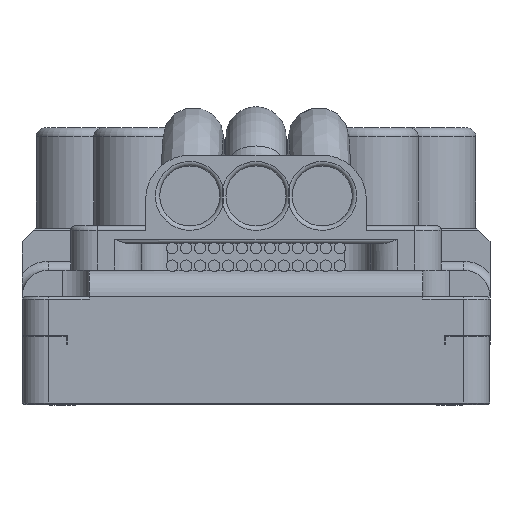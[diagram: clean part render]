
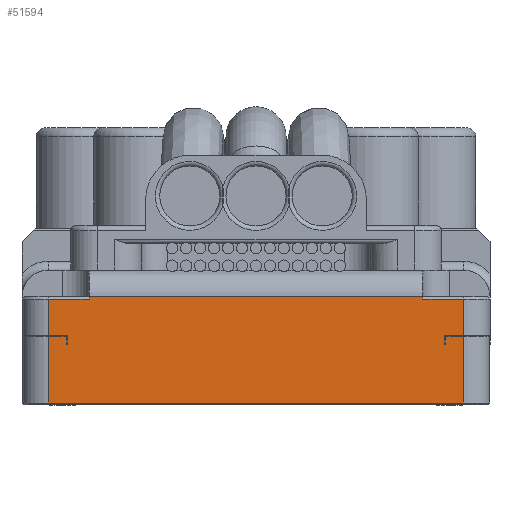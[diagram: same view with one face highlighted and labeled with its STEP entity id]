
A CAD part, front view. The second image highlights one B-rep face of the part: STEP entity #51594.
In plain terms, the highlighted planar face has unit normal (0, -1, 0).
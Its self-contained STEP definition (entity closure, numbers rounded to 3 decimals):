
#2690=PLANE('',#54415);
#5732=FACE_OUTER_BOUND('',#8680,.T.);
#8680=EDGE_LOOP('',(#47286,#47287,#47288,#47289,#47290,#47291,#47292,#47293,
#47294,#47295,#47296,#47297,#47298,#47299,#47300,#47301,#47302,#47303,#47304,
#47305));
#12722=LINE('',#73449,#16986);
#12944=LINE('',#75794,#17208);
#12948=LINE('',#75809,#17212);
#12996=LINE('',#76059,#17260);
#14149=LINE('',#86689,#18413);
#14151=LINE('',#86693,#18415);
#14169=LINE('',#86731,#18433);
#14173=LINE('',#86741,#18437);
#14175=LINE('',#86745,#18439);
#14176=LINE('',#86747,#18440);
#16295=LINE('',#103464,#20559);
#16298=LINE('',#103470,#20562);
#16355=LINE('',#103696,#20619);
#16357=LINE('',#103702,#20621);
#16363=LINE('',#103717,#20627);
#16365=LINE('',#103722,#20629);
#16366=LINE('',#103724,#20630);
#16369=LINE('',#103730,#20633);
#16370=LINE('',#103731,#20634);
#16371=LINE('',#103732,#20635);
#16986=VECTOR('',#56297,10.);
#17208=VECTOR('',#56969,10.);
#17212=VECTOR('',#56981,10.);
#17260=VECTOR('',#57233,10.);
#18413=VECTOR('',#59254,10.);
#18415=VECTOR('',#59258,10.);
#18433=VECTOR('',#59298,10.);
#18437=VECTOR('',#59308,10.);
#18439=VECTOR('',#59314,10.);
#18440=VECTOR('',#59317,10.);
#20559=VECTOR('',#63666,10.);
#20562=VECTOR('',#63671,10.);
#20619=VECTOR('',#63904,10.);
#20621=VECTOR('',#63912,10.);
#20627=VECTOR('',#63928,10.);
#20629=VECTOR('',#63936,10.);
#20630=VECTOR('',#63939,10.);
#20633=VECTOR('',#63948,10.);
#20634=VECTOR('',#63949,10.);
#20635=VECTOR('',#63950,10.);
#21498=VERTEX_POINT('',#73446);
#21499=VERTEX_POINT('',#73448);
#21760=VERTEX_POINT('',#75787);
#21763=VERTEX_POINT('',#75792);
#21769=VERTEX_POINT('',#75806);
#21770=VERTEX_POINT('',#75808);
#21869=VERTEX_POINT('',#76053);
#21870=VERTEX_POINT('',#76057);
#23212=VERTEX_POINT('',#86688);
#23213=VERTEX_POINT('',#86692);
#23222=VERTEX_POINT('',#86729);
#23225=VERTEX_POINT('',#86739);
#25547=VERTEX_POINT('',#103458);
#25548=VERTEX_POINT('',#103462);
#25549=VERTEX_POINT('',#103466);
#25550=VERTEX_POINT('',#103468);
#25607=VERTEX_POINT('',#103694);
#25608=VERTEX_POINT('',#103700);
#25611=VERTEX_POINT('',#103714);
#25612=VERTEX_POINT('',#103716);
#26770=EDGE_CURVE('',#21498,#21499,#12722,.T.);
#27180=EDGE_CURVE('',#21760,#21763,#12944,.T.);
#27186=EDGE_CURVE('',#21770,#21769,#12948,.T.);
#27312=EDGE_CURVE('',#21870,#21869,#12996,.T.);
#29339=EDGE_CURVE('',#21770,#23212,#14149,.T.);
#29341=EDGE_CURVE('',#23212,#23213,#14151,.T.);
#29363=EDGE_CURVE('',#21763,#23222,#14169,.T.);
#29368=EDGE_CURVE('',#23225,#23222,#14173,.T.);
#29371=EDGE_CURVE('',#21870,#23213,#14175,.T.);
#29372=EDGE_CURVE('',#21869,#23225,#14176,.T.);
#32934=EDGE_CURVE('',#25548,#25547,#16295,.T.);
#32937=EDGE_CURVE('',#25550,#25549,#16298,.T.);
#33041=EDGE_CURVE('',#21769,#25607,#16355,.T.);
#33044=EDGE_CURVE('',#25607,#25608,#16357,.T.);
#33051=EDGE_CURVE('',#25612,#25611,#16363,.T.);
#33054=EDGE_CURVE('',#25611,#21760,#16365,.T.);
#33055=EDGE_CURVE('',#25547,#25608,#16366,.T.);
#33058=EDGE_CURVE('',#21499,#25548,#16369,.T.);
#33059=EDGE_CURVE('',#25549,#21498,#16370,.T.);
#33060=EDGE_CURVE('',#25612,#25550,#16371,.T.);
#47286=ORIENTED_EDGE('',*,*,#33058,.F.);
#47287=ORIENTED_EDGE('',*,*,#26770,.F.);
#47288=ORIENTED_EDGE('',*,*,#33059,.F.);
#47289=ORIENTED_EDGE('',*,*,#32937,.F.);
#47290=ORIENTED_EDGE('',*,*,#33060,.F.);
#47291=ORIENTED_EDGE('',*,*,#33051,.T.);
#47292=ORIENTED_EDGE('',*,*,#33054,.T.);
#47293=ORIENTED_EDGE('',*,*,#27180,.T.);
#47294=ORIENTED_EDGE('',*,*,#29363,.T.);
#47295=ORIENTED_EDGE('',*,*,#29368,.F.);
#47296=ORIENTED_EDGE('',*,*,#29372,.F.);
#47297=ORIENTED_EDGE('',*,*,#27312,.F.);
#47298=ORIENTED_EDGE('',*,*,#29371,.T.);
#47299=ORIENTED_EDGE('',*,*,#29341,.F.);
#47300=ORIENTED_EDGE('',*,*,#29339,.F.);
#47301=ORIENTED_EDGE('',*,*,#27186,.T.);
#47302=ORIENTED_EDGE('',*,*,#33041,.T.);
#47303=ORIENTED_EDGE('',*,*,#33044,.T.);
#47304=ORIENTED_EDGE('',*,*,#33055,.F.);
#47305=ORIENTED_EDGE('',*,*,#32934,.F.);
#51594=ADVANCED_FACE('',(#5732),#2690,.T.);
#54415=AXIS2_PLACEMENT_3D('',#103729,#63946,#63947);
#56297=DIRECTION('',(1.,0.,0.));
#56969=DIRECTION('',(-1.,0.,0.));
#56981=DIRECTION('',(-1.,0.,0.));
#57233=DIRECTION('',(-1.,0.,0.));
#59254=DIRECTION('',(0.,0.,1.));
#59258=DIRECTION('',(1.,0.,0.));
#59298=DIRECTION('',(0.,0.,1.));
#59308=DIRECTION('',(1.,0.,0.));
#59314=DIRECTION('',(0.,0.,1.));
#59317=DIRECTION('',(0.,0.,1.));
#63666=DIRECTION('',(1.,0.,0.));
#63671=DIRECTION('',(1.,0.,0.));
#63904=DIRECTION('',(0.,0.,1.));
#63912=DIRECTION('',(1.,0.,0.));
#63928=DIRECTION('',(1.,0.,0.));
#63936=DIRECTION('',(0.,0.,-1.));
#63939=DIRECTION('',(0.,0.,-1.));
#63946=DIRECTION('center_axis',(0.,-1.,0.));
#63947=DIRECTION('ref_axis',(1.,0.,0.));
#63948=DIRECTION('',(0.,0.,-1.));
#63949=DIRECTION('',(0.,0.,1.));
#63950=DIRECTION('',(0.,0.,1.));
#73446=CARTESIAN_POINT('',(16.1,11.,4.3));
#73448=CARTESIAN_POINT('',(53.9,11.,4.3));
#73449=CARTESIAN_POINT('',(21.75,11.,4.3));
#75787=CARTESIAN_POINT('',(13.6,11.,-1.1));
#75792=CARTESIAN_POINT('',(13.5,11.,-1.1));
#75794=CARTESIAN_POINT('',(61.3,11.,-1.1));
#75806=CARTESIAN_POINT('',(56.4,11.,-1.1));
#75808=CARTESIAN_POINT('',(56.5,11.,-1.1));
#75809=CARTESIAN_POINT('',(61.3,11.,-1.1));
#76053=CARTESIAN_POINT('',(11.5,11.,-7.75));
#76057=CARTESIAN_POINT('',(58.5,11.,-7.75));
#76059=CARTESIAN_POINT('',(17.5,11.,-7.75));
#86688=CARTESIAN_POINT('',(56.5,11.,-0.2));
#86689=CARTESIAN_POINT('',(56.5,11.,-1.1));
#86692=CARTESIAN_POINT('',(58.5,11.,-0.2));
#86693=CARTESIAN_POINT('',(11.5,11.,-0.2));
#86729=CARTESIAN_POINT('',(13.5,11.,-0.2));
#86731=CARTESIAN_POINT('',(13.5,11.,-1.1));
#86739=CARTESIAN_POINT('',(11.5,11.,-0.2));
#86741=CARTESIAN_POINT('',(11.5,11.,-0.2));
#86745=CARTESIAN_POINT('',(58.5,11.,-1.1));
#86747=CARTESIAN_POINT('',(11.5,11.,-1.1));
#103458=CARTESIAN_POINT('',(58.5,11.,4.));
#103462=CARTESIAN_POINT('',(53.9,11.,4.));
#103464=CARTESIAN_POINT('',(33.1,11.,4.));
#103466=CARTESIAN_POINT('',(16.1,11.,4.));
#103468=CARTESIAN_POINT('',(11.5,11.,4.));
#103470=CARTESIAN_POINT('',(10.4,11.,4.));
#103694=CARTESIAN_POINT('',(56.4,11.,-0.1));
#103696=CARTESIAN_POINT('',(56.4,11.,2.6));
#103700=CARTESIAN_POINT('',(58.5,11.,-0.1));
#103702=CARTESIAN_POINT('',(33.725,11.,-0.1));
#103714=CARTESIAN_POINT('',(13.6,11.,-0.1));
#103716=CARTESIAN_POINT('',(11.5,11.,-0.1));
#103717=CARTESIAN_POINT('',(9.775,11.,-0.1));
#103722=CARTESIAN_POINT('',(13.6,11.,2.6));
#103724=CARTESIAN_POINT('',(58.5,11.,11.65));
#103729=CARTESIAN_POINT('Origin',(8.5,11.,6.3));
#103730=CARTESIAN_POINT('',(53.9,11.,6.8));
#103731=CARTESIAN_POINT('',(16.1,11.,6.8));
#103732=CARTESIAN_POINT('',(11.5,11.,11.65));
